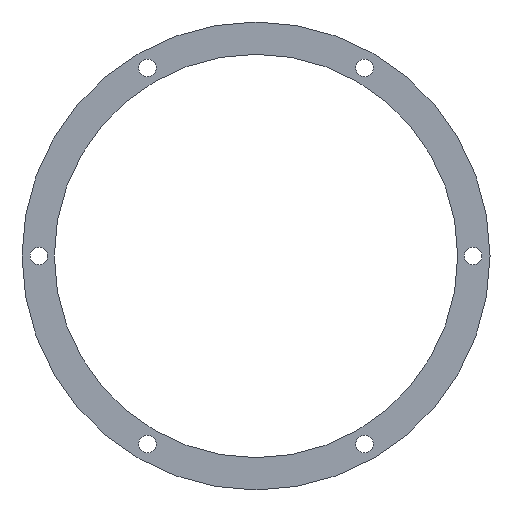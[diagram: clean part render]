
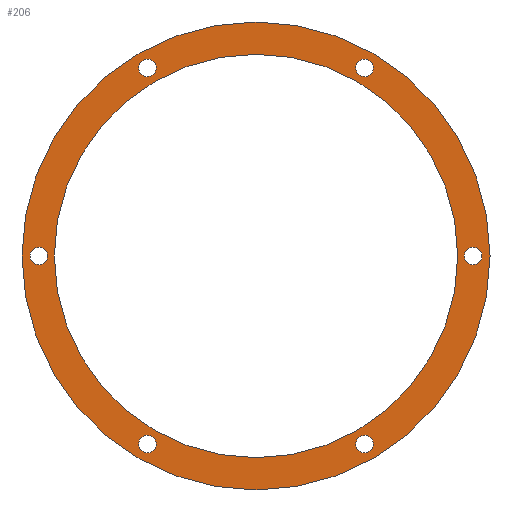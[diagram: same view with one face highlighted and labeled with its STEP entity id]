
A CAD part, front view. The second image highlights one B-rep face of the part: STEP entity #206.
In plain terms, the highlighted planar face has unit normal (0, -1, 0).
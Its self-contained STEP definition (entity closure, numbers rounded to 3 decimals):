
#50=FACE_BOUND('',#84,.T.);
#51=FACE_BOUND('',#85,.T.);
#52=FACE_BOUND('',#86,.T.);
#53=FACE_BOUND('',#87,.T.);
#54=FACE_BOUND('',#88,.T.);
#55=FACE_BOUND('',#89,.T.);
#56=FACE_BOUND('',#90,.T.);
#66=FACE_OUTER_BOUND('',#83,.T.);
#83=EDGE_LOOP('',(#187));
#84=EDGE_LOOP('',(#188));
#85=EDGE_LOOP('',(#189));
#86=EDGE_LOOP('',(#190));
#87=EDGE_LOOP('',(#191));
#88=EDGE_LOOP('',(#192));
#89=EDGE_LOOP('',(#193));
#90=EDGE_LOOP('',(#194));
#99=CIRCLE('',#232,1.7);
#100=CIRCLE('',#234,1.7);
#101=CIRCLE('',#236,1.7);
#102=CIRCLE('',#238,39.);
#103=CIRCLE('',#240,1.7);
#104=CIRCLE('',#242,1.7);
#105=CIRCLE('',#244,1.7);
#106=CIRCLE('',#246,45.25);
#115=VERTEX_POINT('',#335);
#116=VERTEX_POINT('',#339);
#117=VERTEX_POINT('',#343);
#118=VERTEX_POINT('',#347);
#119=VERTEX_POINT('',#351);
#120=VERTEX_POINT('',#355);
#121=VERTEX_POINT('',#359);
#122=VERTEX_POINT('',#363);
#131=EDGE_CURVE('',#115,#115,#99,.T.);
#133=EDGE_CURVE('',#116,#116,#100,.T.);
#135=EDGE_CURVE('',#117,#117,#101,.T.);
#137=EDGE_CURVE('',#118,#118,#102,.T.);
#139=EDGE_CURVE('',#119,#119,#103,.T.);
#141=EDGE_CURVE('',#120,#120,#104,.T.);
#143=EDGE_CURVE('',#121,#121,#105,.T.);
#145=EDGE_CURVE('',#122,#122,#106,.T.);
#187=ORIENTED_EDGE('',*,*,#145,.T.);
#188=ORIENTED_EDGE('',*,*,#143,.T.);
#189=ORIENTED_EDGE('',*,*,#141,.T.);
#190=ORIENTED_EDGE('',*,*,#139,.T.);
#191=ORIENTED_EDGE('',*,*,#137,.T.);
#192=ORIENTED_EDGE('',*,*,#135,.T.);
#193=ORIENTED_EDGE('',*,*,#133,.T.);
#194=ORIENTED_EDGE('',*,*,#131,.T.);
#196=PLANE('',#247);
#206=ADVANCED_FACE('',(#66,#50,#51,#52,#53,#54,#55,#56),#196,.T.);
#232=AXIS2_PLACEMENT_3D('',#336,#273,#274);
#234=AXIS2_PLACEMENT_3D('',#340,#278,#279);
#236=AXIS2_PLACEMENT_3D('',#344,#283,#284);
#238=AXIS2_PLACEMENT_3D('',#348,#288,#289);
#240=AXIS2_PLACEMENT_3D('',#352,#293,#294);
#242=AXIS2_PLACEMENT_3D('',#356,#298,#299);
#244=AXIS2_PLACEMENT_3D('',#360,#303,#304);
#246=AXIS2_PLACEMENT_3D('',#364,#308,#309);
#247=AXIS2_PLACEMENT_3D('',#366,#311,#312);
#273=DIRECTION('center_axis',(0.,1.,0.));
#274=DIRECTION('ref_axis',(1.,0.,0.));
#278=DIRECTION('center_axis',(0.,1.,0.));
#279=DIRECTION('ref_axis',(1.,0.,0.));
#283=DIRECTION('center_axis',(0.,1.,0.));
#284=DIRECTION('ref_axis',(1.,0.,0.));
#288=DIRECTION('center_axis',(0.,1.,0.));
#289=DIRECTION('ref_axis',(1.,0.,0.));
#293=DIRECTION('center_axis',(0.,1.,0.));
#294=DIRECTION('ref_axis',(1.,0.,0.));
#298=DIRECTION('center_axis',(0.,1.,0.));
#299=DIRECTION('ref_axis',(1.,0.,0.));
#303=DIRECTION('center_axis',(0.,1.,0.));
#304=DIRECTION('ref_axis',(1.,0.,0.));
#308=DIRECTION('center_axis',(0.,-1.,0.));
#309=DIRECTION('ref_axis',(1.,0.,0.));
#311=DIRECTION('center_axis',(0.,-1.,0.));
#312=DIRECTION('ref_axis',(1.,0.,0.));
#335=CARTESIAN_POINT('',(50.8,6.45,11.627));
#336=CARTESIAN_POINT('Origin',(52.5,6.45,11.627));
#339=CARTESIAN_POINT('',(113.8,6.45,48.));
#340=CARTESIAN_POINT('Origin',(115.5,6.45,48.));
#343=CARTESIAN_POINT('',(92.8,6.45,11.627));
#344=CARTESIAN_POINT('Origin',(94.5,6.45,11.627));
#347=CARTESIAN_POINT('',(34.5,6.45,48.));
#348=CARTESIAN_POINT('Origin',(73.5,6.45,48.));
#351=CARTESIAN_POINT('',(29.8,6.45,48.));
#352=CARTESIAN_POINT('Origin',(31.5,6.45,48.));
#355=CARTESIAN_POINT('',(92.8,6.45,84.373));
#356=CARTESIAN_POINT('Origin',(94.5,6.45,84.373));
#359=CARTESIAN_POINT('',(50.8,6.45,84.373));
#360=CARTESIAN_POINT('Origin',(52.5,6.45,84.373));
#363=CARTESIAN_POINT('',(28.25,6.45,48.));
#364=CARTESIAN_POINT('Origin',(73.5,6.45,48.));
#366=CARTESIAN_POINT('Origin',(73.5,6.45,48.));
